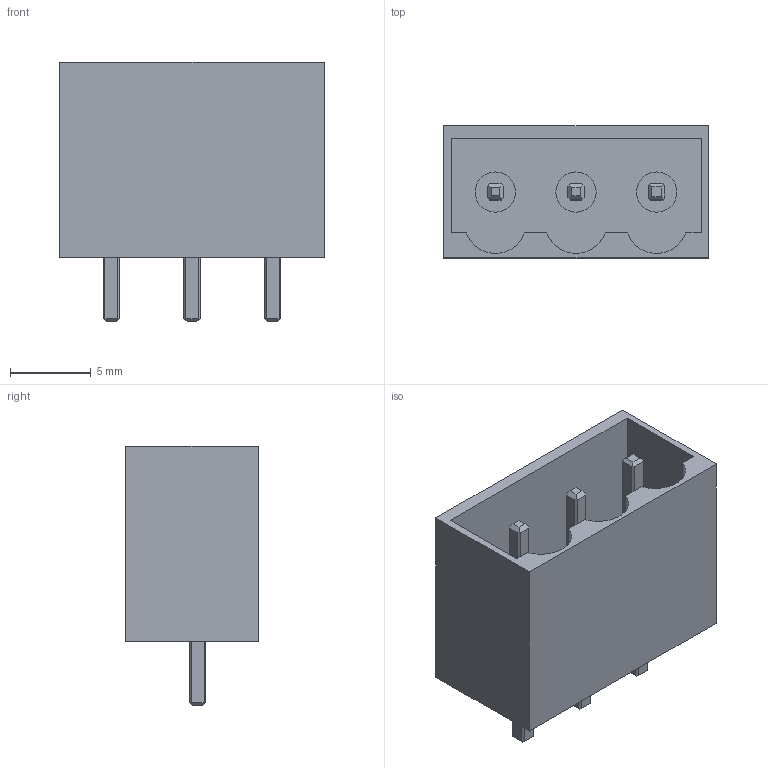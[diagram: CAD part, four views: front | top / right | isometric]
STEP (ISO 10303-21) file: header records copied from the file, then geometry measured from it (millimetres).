
FILE_DESCRIPTION (( 'STEP AP214' ), '1' );
FILE_NAME ('Cleamm-3_5mm - 2EDGVC-5_0-03P-14-00AH.STEP', '2021-03-30T09:52:18', ( 'Elessar' ), ( '' ), 'SwSTEP 2.0', 'SolidWorks 2018', '' );
FILE_SCHEMA (( 'AUTOMOTIVE_DESIGN' ));
Length unit declared in the file: millimetre
Products named in the file (1): Cleamm-3_5mm - 2EDGVC-5_0-03P-14-00AH
Bounding box: 16.4 x 8.2 x 16.1 mm (x, y, z)
Volume: 873.1 mm3; surface area: 1358.5 mm2
Topology: 1 solids, 1 shells, 104 faces, 276 edges, 184 vertices
Faces by surface type: plane 95, cylinder 9
Entity records: 4334 total; most frequent: CARTESIAN_POINT 565, ORIENTED_EDGE 552, DIRECTION 504, EDGE_CURVE 276, VECTOR 258, LINE 258, VERTEX_POINT 184, AXIS2_PLACEMENT_3D 123
